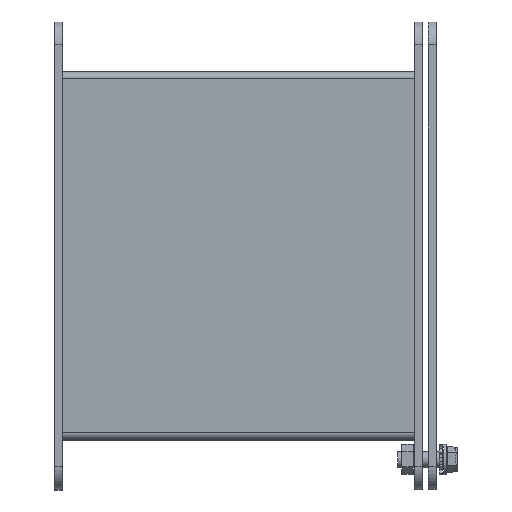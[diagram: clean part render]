
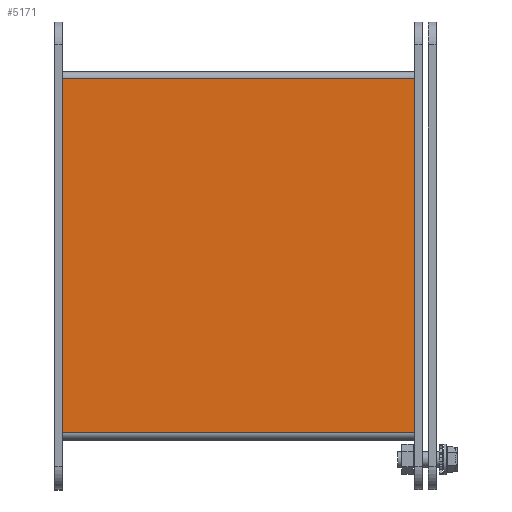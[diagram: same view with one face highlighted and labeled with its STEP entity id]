
A CAD part, top view. The second image highlights one B-rep face of the part: STEP entity #5171.
In plain terms, the highlighted planar face has unit normal (0, 0, 1).
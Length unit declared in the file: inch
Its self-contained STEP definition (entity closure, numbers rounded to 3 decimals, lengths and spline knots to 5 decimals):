
#170 = DIRECTION ( 'NONE',  ( 0., 0., -1. ) ) ;
#267 = LINE ( 'NONE', #2123, #1228 ) ;
#273 = ORIENTED_EDGE ( 'NONE', *, *, #1827, .F. ) ;
#316 = VERTEX_POINT ( 'NONE', #5916 ) ;
#399 = CARTESIAN_POINT ( 'NONE',  ( 2.875, 2.927, 3. ) ) ;
#492 = VERTEX_POINT ( 'NONE', #1007 ) ;
#1007 = CARTESIAN_POINT ( 'NONE',  ( 2.875, -2.892, 3. ) ) ;
#1015 = VECTOR ( 'NONE', #4275, 39.37008 ) ;
#1037 = ORIENTED_EDGE ( 'NONE', *, *, #1816, .F. ) ;
#1228 = VECTOR ( 'NONE', #2891, 39.37008 ) ;
#1674 = VERTEX_POINT ( 'NONE', #4010 ) ;
#1816 = EDGE_CURVE ( 'NONE', #5749, #316, #2360, .T. ) ;
#1827 = EDGE_CURVE ( 'NONE', #492, #5749, #5179, .T. ) ;
#1968 = CARTESIAN_POINT ( 'NONE',  ( -2.875, 3., 3. ) ) ;
#2123 = CARTESIAN_POINT ( 'NONE',  ( -2.875, 2.892, 3. ) ) ;
#2360 = LINE ( 'NONE', #1968, #1015 ) ;
#2602 = EDGE_CURVE ( 'NONE', #492, #1674, #3265, .T. ) ;
#2841 = VECTOR ( 'NONE', #3796, 39.37008 ) ;
#2891 = DIRECTION ( 'NONE',  ( 1., 0., 0. ) ) ;
#2982 = ORIENTED_EDGE ( 'NONE', *, *, #2602, .T. ) ;
#3262 = FACE_OUTER_BOUND ( 'NONE', #3583, .T. ) ;
#3265 = LINE ( 'NONE', #399, #3416 ) ;
#3319 = CARTESIAN_POINT ( 'NONE',  ( -2.875, -3., 3. ) ) ;
#3416 = VECTOR ( 'NONE', #5939, 39.37008 ) ;
#3583 = EDGE_LOOP ( 'NONE', ( #3828, #1037, #273, #2982 ) ) ;
#3796 = DIRECTION ( 'NONE',  ( -1., 0., 0. ) ) ;
#3828 = ORIENTED_EDGE ( 'NONE', *, *, #4199, .F. ) ;
#4010 = CARTESIAN_POINT ( 'NONE',  ( 2.875, 2.892, 3. ) ) ;
#4199 = EDGE_CURVE ( 'NONE', #316, #1674, #267, .T. ) ;
#4275 = DIRECTION ( 'NONE',  ( 0., 1., 0. ) ) ;
#4388 = CARTESIAN_POINT ( 'NONE',  ( -2.875, -2.892, 3. ) ) ;
#4639 = CARTESIAN_POINT ( 'NONE',  ( -2.875, -2.892, 3. ) ) ;
#5171 = ADVANCED_FACE ( 'NONE', ( #3262 ), #5213, .F. ) ;
#5179 = LINE ( 'NONE', #4639, #2841 ) ;
#5213 = PLANE ( 'NONE',  #5593 ) ;
#5593 = AXIS2_PLACEMENT_3D ( 'NONE', #3319, #170, #5602 ) ;
#5602 = DIRECTION ( 'NONE',  ( 0., 1., 0. ) ) ;
#5749 = VERTEX_POINT ( 'NONE', #4388 ) ;
#5916 = CARTESIAN_POINT ( 'NONE',  ( -2.875, 2.892, 3. ) ) ;
#5939 = DIRECTION ( 'NONE',  ( 0., 1., 0. ) ) ;
